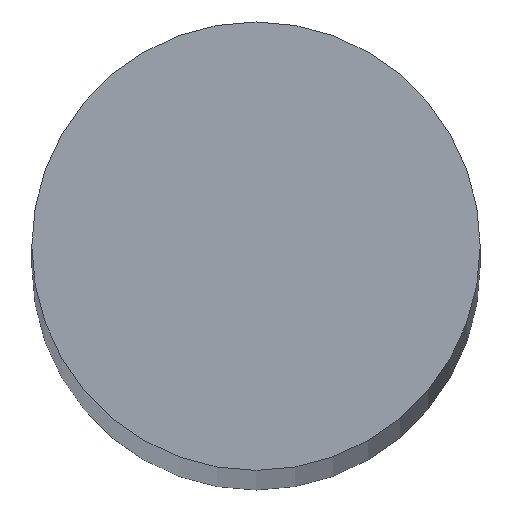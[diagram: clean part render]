
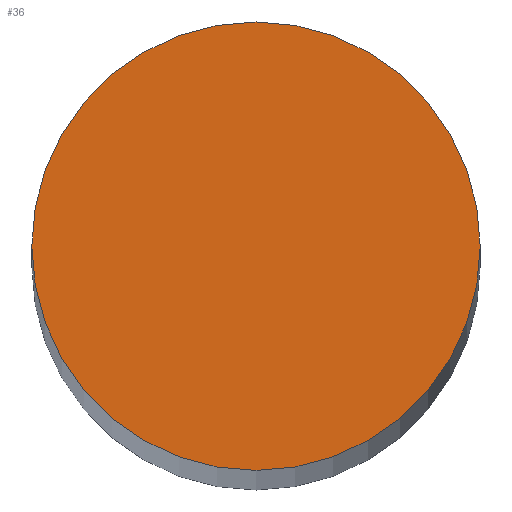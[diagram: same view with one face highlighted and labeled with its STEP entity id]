
A CAD part, top view. The second image highlights one B-rep face of the part: STEP entity #36.
In plain terms, the highlighted planar face has unit normal (0, 0, 1).
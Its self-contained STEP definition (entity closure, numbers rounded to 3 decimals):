
#14=PLANE($,#44);
#18=FACE_OUTER_BOUND($,#22,.T.);
#22=EDGE_LOOP($,(#32));
#23=CIRCLE($,#41,20.);
#25=VERTEX_POINT($,#59);
#27=EDGE_CURVE($,#25,#25,#23,.T.);
#32=ORIENTED_EDGE($,*,*,#27,.T.);
#36=ADVANCED_FACE($,(#18),#14,.T.);
#41=AXIS2_PLACEMENT_3D($,#60,#49,#50);
#44=AXIS2_PLACEMENT_3D($,#64,#55,#56);
#49=DIRECTION('center_axis',(0.,0.,1.));
#50=DIRECTION('ref_axis',(-1.,0.,0.));
#55=DIRECTION('center_axis',(0.,0.,1.));
#56=DIRECTION('ref_axis',(1.,0.,0.));
#59=CARTESIAN_POINT('',(20.,0.,1000.));
#60=CARTESIAN_POINT('Origin',(0.,0.,1000.));
#64=CARTESIAN_POINT('Origin',(0.,0.,
1000.));
